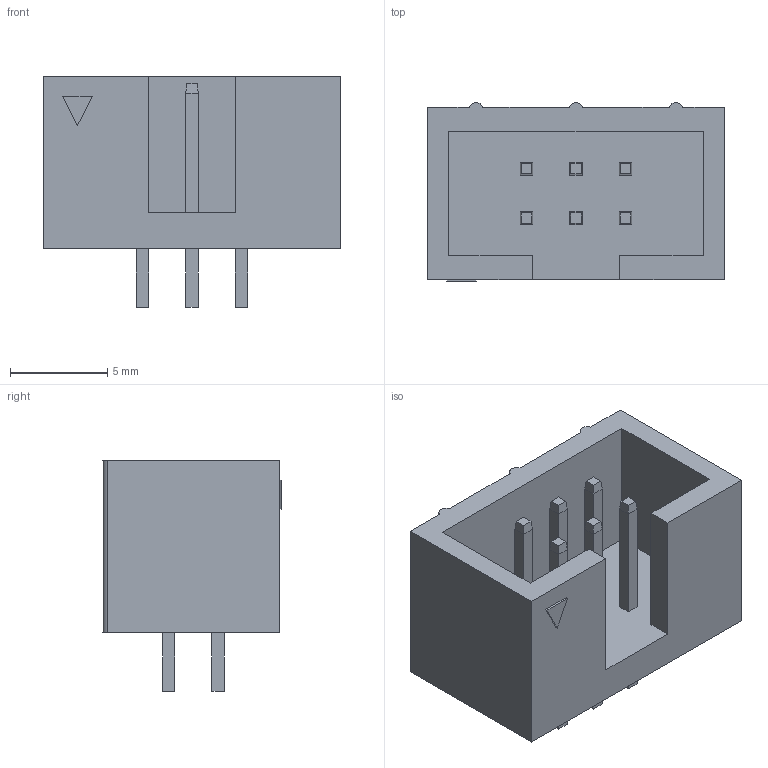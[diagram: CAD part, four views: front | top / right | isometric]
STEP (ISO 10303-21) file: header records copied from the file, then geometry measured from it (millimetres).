
FILE_DESCRIPTION(('FreeCAD Model'),'2;1');
FILE_NAME('IDC-Header_2x03_Pitch2.54mm_Straight.step', '2017-10-03T00:30:33',('kicad StepUp'),('ksu MCAD'), 'Open CASCADE STEP processor 6.8','FreeCAD','Unknown');
FILE_SCHEMA(('AUTOMOTIVE_DESIGN_CC2 { 1 2 10303 214 -1 1 5 4 }'));
Length unit declared in the file: millimetre
Products named in the file (2): ASSEMBLY; IDC-Header_2x03_Pitch2.54mm_Straight
Assembly tree (1 placements, depth 2):
  ASSEMBLY
    IDC-Header_2x03_Pitch2.54mm_Straight
Bounding box: 15.28 x 9.2 x 11.85 mm (x, y, z)
Volume: 599.3 mm3; surface area: 1078.4 mm2
Topology: 1 solids, 1 shells, 108 faces, 255 edges, 162 vertices
Faces by surface type: plane 105, cylinder 3
Entity records: 3800 total; most frequent: CARTESIAN_POINT 527, ORIENTED_EDGE 510, DIRECTION 481, EDGE_CURVE 255, LINE 249, VECTOR 249, VERTEX_POINT 162, FACE_BOUND 121
